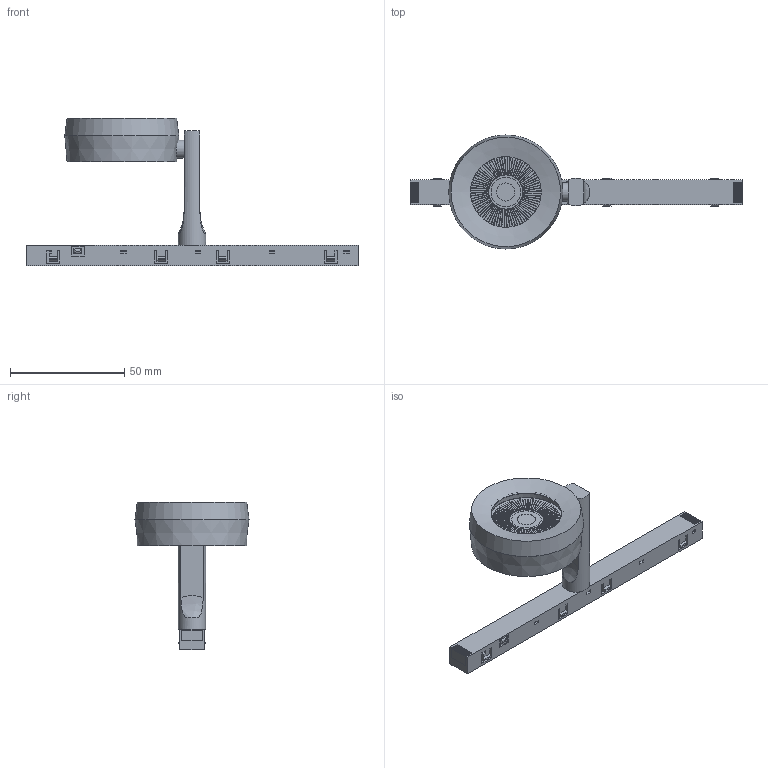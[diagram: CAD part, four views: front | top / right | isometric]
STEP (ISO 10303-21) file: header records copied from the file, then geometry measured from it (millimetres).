
FILE_DESCRIPTION(/* description */ ('','CAx-IF Rec.Pracs.---Representation and Presentation of Product Manufacturing Information (PMI)---4.0---2014-10-13'),/* implementation_level */ '2;1');
FILE_NAME(/* name */ 'N0010 v2.step',/* time_stamp */ '2025-01-02T12:34:36+01:00',/* author */ (''),/* organization */ (''),/* preprocessor_version */ 'ST-DEVELOPER v20',/* originating_system */ 'Autodesk Translation Framework v13.20.0.188',/* authorisation */ '');
FILE_SCHEMA (('AP242_MANAGED_MODEL_BASED_3D_ENGINEERING_MIM_LF { 1 0 10303 442 1 1 4 }'));
Length unit declared in the file: millimetre
Products named in the file (4): N0010; Adaptor; Zaczep 1; Zaczep 2
Assembly tree (3 placements, depth 3):
  N0010
    Adaptor
      Zaczep 1
      Zaczep 2
Bounding box: 145.5 x 50 x 64.5 mm (x, y, z)
Volume: 48324.3 mm3; surface area: 19692.8 mm2
Topology: 10 solids, 10 shells, 1031 faces, 2925 edges, 1946 vertices
Faces by surface type: plane 920, cylinder 106, cone 3, bspline 2
Full cylindrical faces by diameter (mm): 3.9 x2, 5 x2, 8 x3, 12 x1, 13 x2, 15 x2, 31 x1, 33 x2, 35.9 x1, 38.9 x1, 50 x1
Entity records: 33389 total; most frequent: CARTESIAN_POINT 6102, ORIENTED_EDGE 5846, DIRECTION 5367, EDGE_CURVE 2923, LINE 2539, VECTOR 2539, VERTEX_POINT 1946, AXIS2_PLACEMENT_3D 1414
